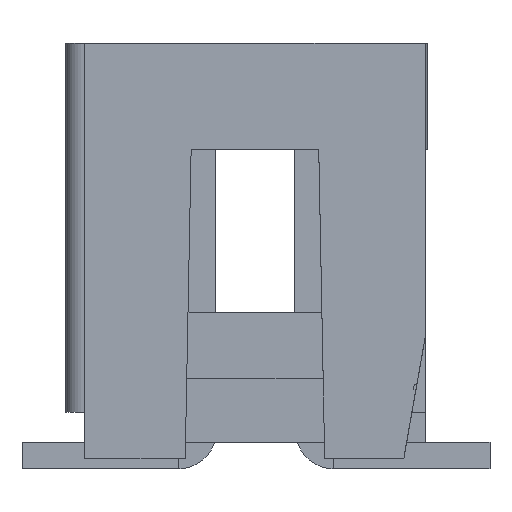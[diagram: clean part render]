
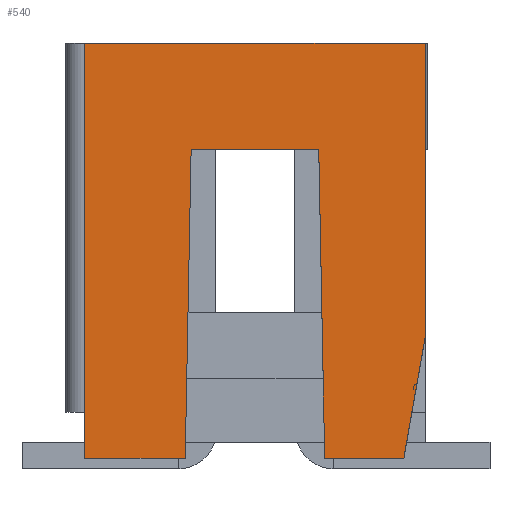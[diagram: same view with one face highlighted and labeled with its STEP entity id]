
A CAD part, front view. The second image highlights one B-rep face of the part: STEP entity #540.
In plain terms, the highlighted planar face has unit normal (0, -1, 0).
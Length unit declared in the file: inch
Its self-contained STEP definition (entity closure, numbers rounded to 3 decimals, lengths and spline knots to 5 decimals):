
#252=FACE_OUTER_BOUND('',#1024,.T.);
#540=ADVANCED_FACE('',(#252),#786,.T.);
#786=PLANE('',#4734);
#1024=EDGE_LOOP('',(#1345,#1346,#1347,#1348,#1349,#1350,#1351,#1352,#1353));
#1345=ORIENTED_EDGE('',*,*,#3087,.T.);
#1346=ORIENTED_EDGE('',*,*,#3088,.T.);
#1347=ORIENTED_EDGE('',*,*,#3075,.T.);
#1348=ORIENTED_EDGE('',*,*,#3089,.T.);
#1349=ORIENTED_EDGE('',*,*,#3067,.F.);
#1350=ORIENTED_EDGE('',*,*,#3090,.T.);
#1351=ORIENTED_EDGE('',*,*,#3091,.F.);
#1352=ORIENTED_EDGE('',*,*,#3092,.T.);
#1353=ORIENTED_EDGE('',*,*,#3093,.F.);
#2641=VERTEX_POINT('',#6192);
#2642=VERTEX_POINT('',#6194);
#2649=VERTEX_POINT('',#6210);
#2650=VERTEX_POINT('',#6211);
#2661=VERTEX_POINT('',#6235);
#2662=VERTEX_POINT('',#6236);
#2663=VERTEX_POINT('',#6240);
#2664=VERTEX_POINT('',#6242);
#2665=VERTEX_POINT('',#6244);
#3067=EDGE_CURVE('',#2641,#2642,#3723,.T.);
#3075=EDGE_CURVE('',#2649,#2650,#3731,.T.);
#3087=EDGE_CURVE('',#2661,#2662,#3743,.T.);
#3088=EDGE_CURVE('',#2662,#2649,#3744,.T.);
#3089=EDGE_CURVE('',#2650,#2642,#3745,.T.);
#3090=EDGE_CURVE('',#2641,#2663,#3746,.T.);
#3091=EDGE_CURVE('',#2664,#2663,#3747,.T.);
#3092=EDGE_CURVE('',#2664,#2665,#3748,.T.);
#3093=EDGE_CURVE('',#2661,#2665,#3749,.T.);
#3723=LINE('',#6193,#4240);
#3731=LINE('',#6209,#4248);
#3743=LINE('',#6234,#4260);
#3744=LINE('',#6237,#4261);
#3745=LINE('',#6238,#4262);
#3746=LINE('',#6239,#4263);
#3747=LINE('',#6241,#4264);
#3748=LINE('',#6243,#4265);
#3749=LINE('',#6245,#4266);
#4240=VECTOR('',#5062,1.);
#4248=VECTOR('',#5072,1.);
#4260=VECTOR('',#5086,1.);
#4261=VECTOR('',#5087,1.);
#4262=VECTOR('',#5088,1.);
#4263=VECTOR('',#5089,1.);
#4264=VECTOR('',#5090,1.);
#4265=VECTOR('',#5091,1.);
#4266=VECTOR('',#5092,1.);
#4734=AXIS2_PLACEMENT_3D('',#6246,#5093,#5094);
#5062=DIRECTION('',(-0.019,0.,1.));
#5072=DIRECTION('',(0.019,0.,1.));
#5086=DIRECTION('',(0.,0.,-1.));
#5087=DIRECTION('',(1.,0.,0.));
#5088=DIRECTION('',(1.,0.,0.));
#5089=DIRECTION('',(1.,0.,0.));
#5090=DIRECTION('',(-0.174,0.,-0.985));
#5091=DIRECTION('',(0.,0.,1.));
#5092=DIRECTION('',(1.,0.,0.));
#5093=DIRECTION('',(0.,-1.,0.));
#5094=DIRECTION('',(1.,0.,0.));
#6192=CARTESIAN_POINT('',(-0.89243,0.26,0.1));
#6193=CARTESIAN_POINT('',(-0.89667,0.26,0.32075));
#6194=CARTESIAN_POINT('',(-0.898,0.26,0.39));
#6209=CARTESIAN_POINT('',(-1.018,0.26,0.39));
#6210=CARTESIAN_POINT('',(-1.02357,0.26,0.1));
#6211=CARTESIAN_POINT('',(-1.018,0.26,0.39));
#6234=CARTESIAN_POINT('',(-1.118,0.26,0.3165));
#6235=CARTESIAN_POINT('',(-1.118,0.26,0.49));
#6236=CARTESIAN_POINT('',(-1.118,0.26,0.1));
#6237=CARTESIAN_POINT('',(-1.118,0.26,0.1));
#6238=CARTESIAN_POINT('',(-1.018,0.26,0.39));
#6239=CARTESIAN_POINT('',(-1.118,0.26,0.1));
#6240=CARTESIAN_POINT('',(-0.818,0.26,0.1));
#6241=CARTESIAN_POINT('',(-0.79002,0.26,0.25867));
#6242=CARTESIAN_POINT('',(-0.798,0.26,0.21343));
#6243=CARTESIAN_POINT('',(-0.798,0.26,0.3165));
#6244=CARTESIAN_POINT('',(-0.798,0.26,0.49));
#6245=CARTESIAN_POINT('',(-1.118,0.26,0.49));
#6246=CARTESIAN_POINT('',(-1.118,0.26,0.3165));
